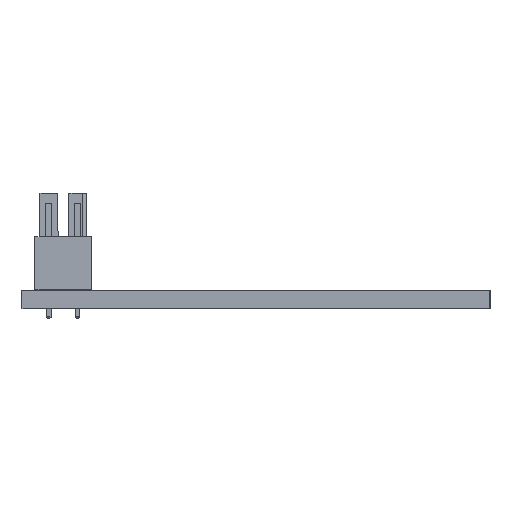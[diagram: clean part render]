
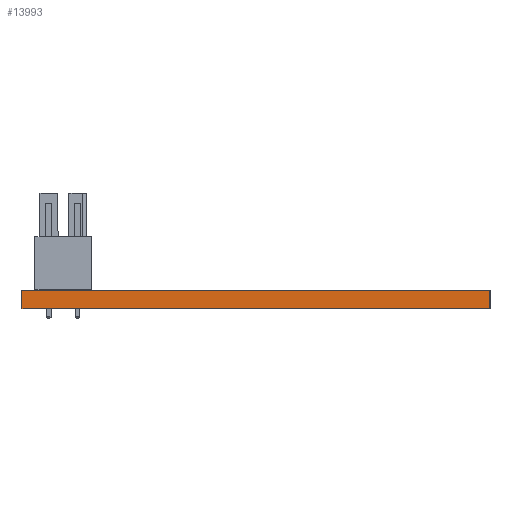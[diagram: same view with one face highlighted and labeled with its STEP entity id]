
A CAD part, left-side view. The second image highlights one B-rep face of the part: STEP entity #13993.
In plain terms, the highlighted planar face has unit normal (-1, 0, 0).
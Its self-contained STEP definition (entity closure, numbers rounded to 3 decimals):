
#12134 = VERTEX_POINT('',#12135);
#12135 = CARTESIAN_POINT('',(107.15,-76.852,0.));
#12141 = EDGE_CURVE('',#12142,#12134,#12144,.T.);
#12142 = VERTEX_POINT('',#12143);
#12143 = CARTESIAN_POINT('',(107.15,-118.,0.));
#12144 = LINE('',#12145,#12146);
#12145 = CARTESIAN_POINT('',(107.15,-118.,0.));
#12146 = VECTOR('',#12147,1.);
#12147 = DIRECTION('',(0.,1.,0.));
#13050 = VERTEX_POINT('',#13051);
#13051 = CARTESIAN_POINT('',(107.15,-76.852,1.6));
#13057 = EDGE_CURVE('',#13058,#13050,#13060,.T.);
#13058 = VERTEX_POINT('',#13059);
#13059 = CARTESIAN_POINT('',(107.15,-118.,1.6));
#13060 = LINE('',#13061,#13062);
#13061 = CARTESIAN_POINT('',(107.15,-118.,1.6));
#13062 = VECTOR('',#13063,1.);
#13063 = DIRECTION('',(0.,1.,0.));
#13963 = EDGE_CURVE('',#12134,#13050,#13964,.T.);
#13964 = LINE('',#13965,#13966);
#13965 = CARTESIAN_POINT('',(107.15,-76.852,0.));
#13966 = VECTOR('',#13967,1.);
#13967 = DIRECTION('',(0.,0.,1.));
#13993 = ADVANCED_FACE('',(#13994),#14005,.T.);
#13994 = FACE_BOUND('',#13995,.T.);
#13995 = EDGE_LOOP('',(#13996,#14002,#14003,#14004));
#13996 = ORIENTED_EDGE('',*,*,#13997,.T.);
#13997 = EDGE_CURVE('',#12142,#13058,#13998,.T.);
#13998 = LINE('',#13999,#14000);
#13999 = CARTESIAN_POINT('',(107.15,-118.,0.));
#14000 = VECTOR('',#14001,1.);
#14001 = DIRECTION('',(0.,0.,1.));
#14002 = ORIENTED_EDGE('',*,*,#13057,.T.);
#14003 = ORIENTED_EDGE('',*,*,#13963,.F.);
#14004 = ORIENTED_EDGE('',*,*,#12141,.F.);
#14005 = PLANE('',#14006);
#14006 = AXIS2_PLACEMENT_3D('',#14007,#14008,#14009);
#14007 = CARTESIAN_POINT('',(107.15,-118.,0.));
#14008 = DIRECTION('',(-1.,0.,0.));
#14009 = DIRECTION('',(0.,1.,0.));
